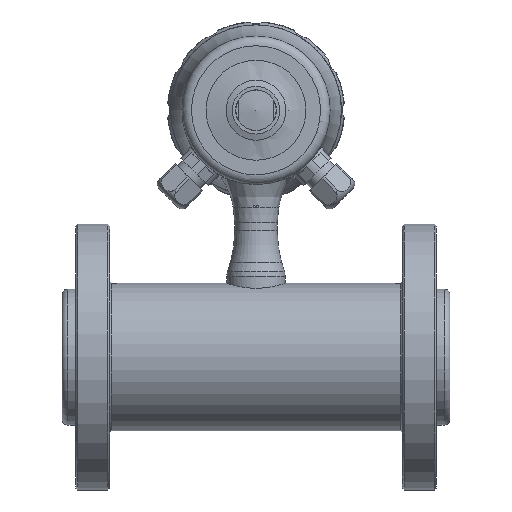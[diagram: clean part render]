
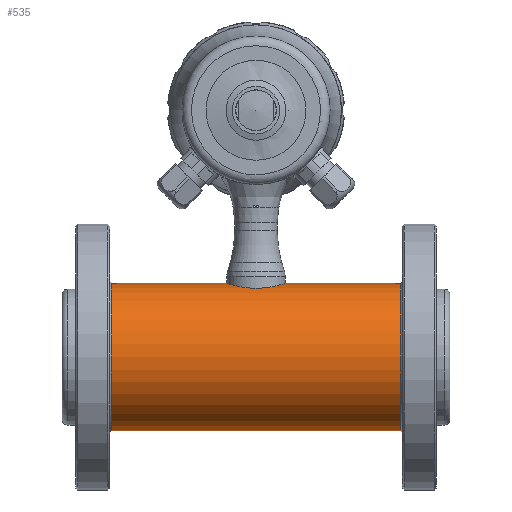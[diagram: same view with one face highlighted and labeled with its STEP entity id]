
A CAD part, left-side view. The second image highlights one B-rep face of the part: STEP entity #535.
In plain terms, the highlighted cylindrical face has radius 38 mm (diameter 76 mm), a full revolution.
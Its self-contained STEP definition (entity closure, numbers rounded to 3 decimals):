
#535 = ADVANCED_FACE( '', ( #1574, #1575, #1576 ), #1577, .T. );
#1574 = FACE_BOUND( '', #3252, .T. );
#1575 = FACE_OUTER_BOUND( '', #3253, .T. );
#1576 = FACE_OUTER_BOUND( '', #3254, .T. );
#1577 = CYLINDRICAL_SURFACE( '', #3255, 38. );
#3252 = EDGE_LOOP( '', ( #5665, #5666, #5667, #5668, #5669, #5670 ) );
#3253 = EDGE_LOOP( '', ( #5671 ) );
#3254 = EDGE_LOOP( '', ( #5672 ) );
#3255 = AXIS2_PLACEMENT_3D( '', #5673, #5674, #5675 );
#5665 = ORIENTED_EDGE( '', *, *, #10299, .F. );
#5666 = ORIENTED_EDGE( '', *, *, #10300, .F. );
#5667 = ORIENTED_EDGE( '', *, *, #10301, .F. );
#5668 = ORIENTED_EDGE( '', *, *, #10302, .F. );
#5669 = ORIENTED_EDGE( '', *, *, #10303, .F. );
#5670 = ORIENTED_EDGE( '', *, *, #10304, .F. );
#5671 = ORIENTED_EDGE( '', *, *, #10305, .T. );
#5672 = ORIENTED_EDGE( '', *, *, #10306, .T. );
#5673 = CARTESIAN_POINT( '', ( 0., -15., 0. ) );
#5674 = DIRECTION( '', ( 0., 1., 0. ) );
#5675 = DIRECTION( '', ( 0., 0., 1. ) );
#10299 = EDGE_CURVE( '', #12057, #12058, #12059, .F. );
#10300 = EDGE_CURVE( '', #12060, #12057, #12061, .T. );
#10301 = EDGE_CURVE( '', #12062, #12060, #12063, .T. );
#10302 = EDGE_CURVE( '', #12064, #12062, #12065, .F. );
#10303 = EDGE_CURVE( '', #12066, #12064, #12067, .T. );
#10304 = EDGE_CURVE( '', #12058, #12066, #12068, .T. );
#10305 = EDGE_CURVE( '', #12069, #12069, #12070, .T. );
#10306 = EDGE_CURVE( '', #12071, #12071, #12072, .T. );
#12057 = VERTEX_POINT( '', #14665 );
#12058 = VERTEX_POINT( '', #14666 );
#12059 = LINE( '', #14667, #14668 );
#12060 = VERTEX_POINT( '', #14669 );
#12061 = LINE( '', #14670, #14671 );
#12062 = VERTEX_POINT( '', #14672 );
#12063 = B_SPLINE_CURVE_WITH_KNOTS( '', 3, ( #14673, #14674, #14675, #14676, #14677, #14678, #14679, #14680, #14681, #14682, #14683, #14684 ), .UNSPECIFIED., .F., .F., ( 4, 1, 1, 1, 1, 1, 1, 1, 1, 4 ), ( 0., 0.1, 0.2, 0.3, 0.4, 0.499, 0.5, 0.666, 0.833, 1. ), .UNSPECIFIED. );
#12064 = VERTEX_POINT( '', #14685 );
#12065 = LINE( '', #14686, #14687 );
#12066 = VERTEX_POINT( '', #14688 );
#12067 = LINE( '', #14689, #14690 );
#12068 = B_SPLINE_CURVE_WITH_KNOTS( '', 3, ( #14691, #14692, #14693, #14694, #14695, #14696, #14697, #14698, #14699, #14700, #14701, #14702, #14703 ), .UNSPECIFIED., .F., .F., ( 4, 1, 1, 1, 1, 1, 1, 1, 1, 1, 4 ), ( 0., 0.1, 0.2, 0.3, 0.4, 0.5, 0.6, 0.7, 0.8, 0.9, 1. ), .UNSPECIFIED. );
#12069 = VERTEX_POINT( '', #14704 );
#12070 = CIRCLE( '', #14705, 38. );
#12071 = VERTEX_POINT( '', #14706 );
#12072 = CIRCLE( '', #14707, 38. );
#14665 = CARTESIAN_POINT( '', ( 1.781, 9.332, 37.958 ) );
#14666 = CARTESIAN_POINT( '', ( 1.781, 14.894, 37.958 ) );
#14667 = CARTESIAN_POINT( '', ( 1.781, 0.036, 37.958 ) );
#14668 = VECTOR( '', #21514, 1000. );
#14669 = CARTESIAN_POINT( '', ( 1.781, -14.894, 37.958 ) );
#14670 = CARTESIAN_POINT( '', ( 1.781, -15., 37.958 ) );
#14671 = VECTOR( '', #21515, 1000. );
#14672 = CARTESIAN_POINT( '', ( -1.781, -14.894, 37.958 ) );
#14673 = CARTESIAN_POINT( '', ( -1.781, -14.894, 37.958 ) );
#14674 = CARTESIAN_POINT( '', ( -1.663, -14.907, 37.963 ) );
#14675 = CARTESIAN_POINT( '', ( -1.426, -14.934, 37.974 ) );
#14676 = CARTESIAN_POINT( '', ( -1.07, -14.963, 37.985 ) );
#14677 = CARTESIAN_POINT( '', ( -0.714, -14.984, 37.994 ) );
#14678 = CARTESIAN_POINT( '', ( -0.358, -14.997, 37.999 ) );
#14679 = CARTESIAN_POINT( '', ( -0.12, -15., 38. ) );
#14680 = CARTESIAN_POINT( '', ( 0.197, -15., 38. ) );
#14681 = CARTESIAN_POINT( '', ( 0.594, -14.992, 37.997 ) );
#14682 = CARTESIAN_POINT( '', ( 1.188, -14.958, 37.983 ) );
#14683 = CARTESIAN_POINT( '', ( 1.583, -14.915, 37.967 ) );
#14684 = CARTESIAN_POINT( '', ( 1.781, -14.894, 37.958 ) );
#14685 = CARTESIAN_POINT( '', ( -1.781, 9.332, 37.958 ) );
#14686 = CARTESIAN_POINT( '', ( -1.781, -15., 37.958 ) );
#14687 = VECTOR( '', #21516, 1000. );
#14688 = CARTESIAN_POINT( '', ( -1.781, 14.894, 37.958 ) );
#14689 = CARTESIAN_POINT( '', ( -1.781, 0.036, 37.958 ) );
#14690 = VECTOR( '', #21517, 1000. );
#14691 = CARTESIAN_POINT( '', ( 1.781, 14.894, 37.958 ) );
#14692 = CARTESIAN_POINT( '', ( 1.663, 14.907, 37.963 ) );
#14693 = CARTESIAN_POINT( '', ( 1.426, 14.934, 37.974 ) );
#14694 = CARTESIAN_POINT( '', ( 1.07, 14.963, 37.985 ) );
#14695 = CARTESIAN_POINT( '', ( 0.714, 14.984, 37.994 ) );
#14696 = CARTESIAN_POINT( '', ( 0.357, 14.997, 37.999 ) );
#14697 = CARTESIAN_POINT( '', ( 0., 15.001, 38. ) );
#14698 = CARTESIAN_POINT( '', ( -0.357, 14.997, 37.999 ) );
#14699 = CARTESIAN_POINT( '', ( -0.714, 14.984, 37.994 ) );
#14700 = CARTESIAN_POINT( '', ( -1.07, 14.963, 37.985 ) );
#14701 = CARTESIAN_POINT( '', ( -1.426, 14.934, 37.974 ) );
#14702 = CARTESIAN_POINT( '', ( -1.663, 14.907, 37.963 ) );
#14703 = CARTESIAN_POINT( '', ( -1.781, 14.894, 37.958 ) );
#14704 = CARTESIAN_POINT( '', ( 0., -74.5, -38. ) );
#14705 = AXIS2_PLACEMENT_3D( '', #21518, #21519, #21520 );
#14706 = CARTESIAN_POINT( '', ( 0., 74.5, 38. ) );
#14707 = AXIS2_PLACEMENT_3D( '', #21521, #21522, #21523 );
#21514 = DIRECTION( '', ( 0., -1., 0. ) );
#21515 = DIRECTION( '', ( 0., 1., 0. ) );
#21516 = DIRECTION( '', ( 0., 1., 0. ) );
#21517 = DIRECTION( '', ( 0., -1., 0. ) );
#21518 = CARTESIAN_POINT( '', ( 0., -74.5, 0. ) );
#21519 = DIRECTION( '', ( 0., 1., 0. ) );
#21520 = DIRECTION( '', ( 0., 0., -1. ) );
#21521 = CARTESIAN_POINT( '', ( 0., 74.5, 0. ) );
#21522 = DIRECTION( '', ( 0., -1., 0. ) );
#21523 = DIRECTION( '', ( 0., 0., 1. ) );
